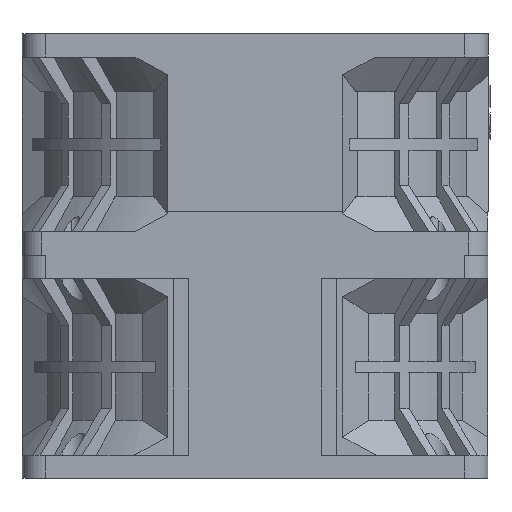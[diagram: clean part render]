
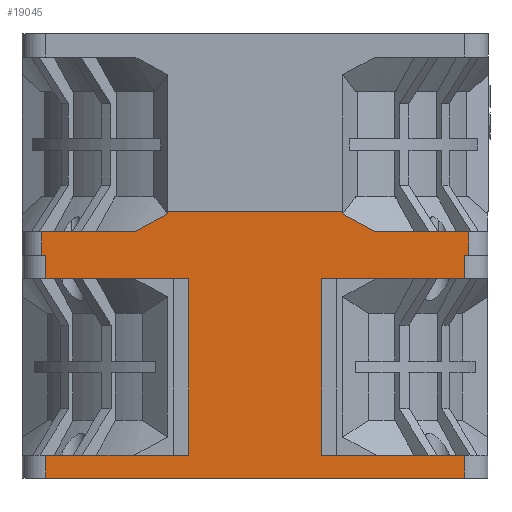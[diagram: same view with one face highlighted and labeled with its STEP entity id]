
A CAD part, left-side view. The second image highlights one B-rep face of the part: STEP entity #19045.
In plain terms, the highlighted planar face has unit normal (-1, 0, 0).
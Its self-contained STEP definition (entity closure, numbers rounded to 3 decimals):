
#61=DIRECTION('',(0.,-1.,0.));
#62=VECTOR('',#61,30.066);
#63=CARTESIAN_POINT('',(-39.95,15.033,2.73));
#64=LINE('',#63,#62);
#754=DIRECTION('',(0.,1.,0.));
#755=VECTOR('',#754,0.68);
#756=CARTESIAN_POINT('',(-39.95,35.95,-4.75));
#757=LINE('',#756,#755);
#767=DIRECTION('',(0.,0.,-1.));
#768=VECTOR('',#767,4.);
#769=CARTESIAN_POINT('',(-39.95,36.63,-0.75));
#770=LINE('',#769,#768);
#849=DIRECTION('',(0.,1.,0.));
#850=VECTOR('',#849,15.918);
#851=CARTESIAN_POINT('',(-39.95,20.712,-0.75));
#852=LINE('',#851,#850);
#4292=DIRECTION('',(0.,0.,-1.));
#4293=VECTOR('',#4292,3.932);
#4294=CARTESIAN_POINT('',(-39.95,35.95,-39.098));
#4295=LINE('',#4294,#4293);
#4300=DIRECTION('',(0.,1.,0.));
#4301=VECTOR('',#4300,24.519);
#4302=CARTESIAN_POINT('',(-39.95,-35.95,-8.732));
#4303=LINE('',#4302,#4301);
#4304=DIRECTION('',(0.,-1.,0.));
#4305=VECTOR('',#4304,24.519);
#4306=CARTESIAN_POINT('',(-39.95,-11.431,-39.098));
#4307=LINE('',#4306,#4305);
#4308=DIRECTION('',(0.,1.,0.));
#4309=VECTOR('',#4308,71.9);
#4310=CARTESIAN_POINT('',(-39.95,-35.95,-43.03));
#4311=LINE('',#4310,#4309);
#4312=DIRECTION('',(0.,-1.,0.));
#4313=VECTOR('',#4312,24.519);
#4314=CARTESIAN_POINT('',(-39.95,35.95,-39.098));
#4315=LINE('',#4314,#4313);
#4316=DIRECTION('',(0.,1.,0.));
#4317=VECTOR('',#4316,24.519);
#4318=CARTESIAN_POINT('',(-39.95,11.431,-8.732));
#4319=LINE('',#4318,#4317);
#4320=DIRECTION('',(0.,-1.,0.));
#4321=VECTOR('',#4320,0.68);
#4322=CARTESIAN_POINT('',(-39.95,-35.95,-4.75));
#4323=LINE('',#4322,#4321);
#4338=DIRECTION('',(0.,0.,-1.));
#4339=VECTOR('',#4338,4.);
#4340=CARTESIAN_POINT('',(-39.95,-36.63,-0.75));
#4341=LINE('',#4340,#4339);
#4356=DIRECTION('',(0.,-1.,0.));
#4357=VECTOR('',#4356,15.918);
#4358=CARTESIAN_POINT('',(-39.95,-20.712,-0.75));
#4359=LINE('',#4358,#4357);
#4489=CARTESIAN_POINT('',(-39.95,-20.712,-0.75));
#4490=CARTESIAN_POINT('',(-39.95,-20.051,-0.344));
#4491=CARTESIAN_POINT('',(-39.95,-18.747,0.425));
#4492=CARTESIAN_POINT('',(-39.95,-16.859,1.45));
#4493=CARTESIAN_POINT('',(-39.95,-15.635,2.054));
#4494=CARTESIAN_POINT('',(-39.95,-15.033,2.337));
#4530=DIRECTION('',(0.,0.,1.));
#4531=VECTOR('',#4530,0.393);
#4532=CARTESIAN_POINT('',(-39.95,-15.033,2.337));
#4533=LINE('',#4532,#4531);
#4564=DIRECTION('',(0.,0.,1.));
#4565=VECTOR('',#4564,0.393);
#4566=CARTESIAN_POINT('',(-39.95,15.033,2.337));
#4567=LINE('',#4566,#4565);
#4575=CARTESIAN_POINT('',(-39.95,15.033,2.337));
#4576=CARTESIAN_POINT('',(-39.95,15.636,2.054));
#4577=CARTESIAN_POINT('',(-39.95,16.862,1.448));
#4578=CARTESIAN_POINT('',(-39.95,18.749,0.424));
#4579=CARTESIAN_POINT('',(-39.95,20.051,-0.344));
#4580=CARTESIAN_POINT('',(-39.95,20.712,-0.75));
#9221=DIRECTION('',(0.,0.,1.));
#9222=VECTOR('',#9221,3.982);
#9223=CARTESIAN_POINT('',(-39.95,-35.95,-8.732));
#9224=LINE('',#9223,#9222);
#9225=DIRECTION('',(0.,0.,1.));
#9226=VECTOR('',#9225,30.366);
#9227=CARTESIAN_POINT('',(-39.95,11.431,-39.098));
#9228=LINE('',#9227,#9226);
#9233=DIRECTION('',(0.,0.,1.));
#9234=VECTOR('',#9233,30.366);
#9235=CARTESIAN_POINT('',(-39.95,-11.431,-39.098));
#9236=LINE('',#9235,#9234);
#11353=DIRECTION('',(0.,0.,1.));
#11354=VECTOR('',#11353,3.932);
#11355=CARTESIAN_POINT('',(-39.95,-35.95,-43.03));
#11356=LINE('',#11355,#11354);
#11357=DIRECTION('',(0.,0.,-1.));
#11358=VECTOR('',#11357,3.982);
#11359=CARTESIAN_POINT('',(-39.95,35.95,-4.75));
#11360=LINE('',#11359,#11358);
#12170=CARTESIAN_POINT('',(-39.95,35.95,-8.732));
#12172=VERTEX_POINT('',#12170);
#12173=CARTESIAN_POINT('',(-39.95,-35.95,-8.732));
#12175=VERTEX_POINT('',#12173);
#13492=CARTESIAN_POINT('',(-39.95,35.95,-39.098));
#13494=VERTEX_POINT('',#13492);
#13527=CARTESIAN_POINT('',(-39.95,-35.95,-39.098));
#13529=VERTEX_POINT('',#13527);
#13688=CARTESIAN_POINT('',(-39.95,-35.95,-43.03));
#13689=VERTEX_POINT('',#13688);
#13723=CARTESIAN_POINT('',(-39.95,35.95,-43.03));
#13725=VERTEX_POINT('',#13723);
#14519=CARTESIAN_POINT('',(-39.95,-35.95,-4.75));
#14520=CARTESIAN_POINT('',(-39.95,-36.63,-4.75));
#14521=VERTEX_POINT('',#14519);
#14522=VERTEX_POINT('',#14520);
#14531=CARTESIAN_POINT('',(-39.95,35.95,-4.75));
#14532=CARTESIAN_POINT('',(-39.95,36.63,-4.75));
#14533=VERTEX_POINT('',#14531);
#14534=VERTEX_POINT('',#14532);
#14584=CARTESIAN_POINT('',(-39.95,-15.033,2.73));
#14586=VERTEX_POINT('',#14584);
#14588=CARTESIAN_POINT('',(-39.95,-15.033,2.337));
#14589=VERTEX_POINT('',#14588);
#14590=CARTESIAN_POINT('',(-39.95,-20.712,-0.75));
#14591=CARTESIAN_POINT('',(-39.95,-36.63,-0.75));
#14592=VERTEX_POINT('',#14590);
#14593=VERTEX_POINT('',#14591);
#14602=CARTESIAN_POINT('',(-39.95,36.63,-0.75));
#14603=VERTEX_POINT('',#14602);
#14606=CARTESIAN_POINT('',(-39.95,20.712,-0.75));
#14607=VERTEX_POINT('',#14606);
#14632=CARTESIAN_POINT('',(-39.95,15.033,2.73));
#14633=VERTEX_POINT('',#14632);
#14634=CARTESIAN_POINT('',(-39.95,15.033,2.337));
#14635=VERTEX_POINT('',#14634);
#14664=CARTESIAN_POINT('',(-39.95,11.431,-39.098));
#14665=CARTESIAN_POINT('',(-39.95,11.431,-8.732));
#14666=VERTEX_POINT('',#14664);
#14667=VERTEX_POINT('',#14665);
#14668=CARTESIAN_POINT('',(-39.95,-11.431,-39.098));
#14669=CARTESIAN_POINT('',(-39.95,-11.431,-8.732));
#14670=VERTEX_POINT('',#14668);
#14671=VERTEX_POINT('',#14669);
#19004=CARTESIAN_POINT('',(-39.95,24.975,-6.741));
#19005=DIRECTION('',(1.,0.,0.));
#19006=DIRECTION('',(0.,-1.,0.));
#19007=AXIS2_PLACEMENT_3D('',#19004,#19005,#19006);
#19008=PLANE('',#19007);
#19010=ORIENTED_EDGE('',*,*,#19009,.F.);
#19012=ORIENTED_EDGE('',*,*,#19011,.F.);
#19013=ORIENTED_EDGE('',*,*,#15025,.T.);
#19015=ORIENTED_EDGE('',*,*,#19014,.F.);
#19016=ORIENTED_EDGE('',*,*,#16163,.T.);
#19018=ORIENTED_EDGE('',*,*,#19017,.F.);
#19019=ORIENTED_EDGE('',*,*,#16338,.T.);
#19020=ORIENTED_EDGE('',*,*,#18997,.F.);
#19021=ORIENTED_EDGE('',*,*,#16080,.T.);
#19023=ORIENTED_EDGE('',*,*,#19022,.T.);
#19024=ORIENTED_EDGE('',*,*,#14905,.T.);
#19026=ORIENTED_EDGE('',*,*,#19025,.F.);
#19027=ORIENTED_EDGE('',*,*,#15357,.T.);
#19028=ORIENTED_EDGE('',*,*,#15372,.F.);
#19029=ORIENTED_EDGE('',*,*,#15412,.F.);
#19031=ORIENTED_EDGE('',*,*,#19030,.F.);
#19033=ORIENTED_EDGE('',*,*,#19032,.T.);
#19034=ORIENTED_EDGE('',*,*,#14783,.T.);
#19036=ORIENTED_EDGE('',*,*,#19035,.F.);
#19038=ORIENTED_EDGE('',*,*,#19037,.F.);
#19040=ORIENTED_EDGE('',*,*,#19039,.T.);
#19042=ORIENTED_EDGE('',*,*,#19041,.T.);
#19043=EDGE_LOOP('',(#19010,#19012,#19013,#19015,#19016,#19018,#19019,#19020,
#19021,#19023,#19024,#19026,#19027,#19028,#19029,#19031,#19033,#19034,#19036,
#19038,#19040,#19042));
#19044=FACE_OUTER_BOUND('',#19043,.F.);
#19045=ADVANCED_FACE('',(#19044),#19008,.F.);
#4495=B_SPLINE_CURVE_WITH_KNOTS('',3,(#4489,#4490,#4491,#4492,#4493,#4494),
.UNSPECIFIED.,.F.,.F.,(4,1,1,4),(0.,0.333,0.667,1.),
.UNSPECIFIED.);
#4581=B_SPLINE_CURVE_WITH_KNOTS('',3,(#4575,#4576,#4577,#4578,#4579,#4580),
.UNSPECIFIED.,.F.,.F.,(4,1,1,4),(0.,0.333,0.667,1.),
.UNSPECIFIED.);
#14783=EDGE_CURVE('',#14633,#14586,#64,.T.);
#14905=EDGE_CURVE('',#14667,#12172,#4319,.T.);
#15025=EDGE_CURVE('',#12175,#14671,#4303,.T.);
#15357=EDGE_CURVE('',#14533,#14534,#757,.T.);
#15372=EDGE_CURVE('',#14603,#14534,#770,.T.);
#15412=EDGE_CURVE('',#14607,#14603,#852,.T.);
#16080=EDGE_CURVE('',#13494,#14666,#4315,.T.);
#16163=EDGE_CURVE('',#14670,#13529,#4307,.T.);
#16338=EDGE_CURVE('',#13689,#13725,#4311,.T.);
#18997=EDGE_CURVE('',#13494,#13725,#4295,.T.);
#19009=EDGE_CURVE('',#14521,#14522,#4323,.T.);
#19011=EDGE_CURVE('',#12175,#14521,#9224,.T.);
#19014=EDGE_CURVE('',#14670,#14671,#9236,.T.);
#19017=EDGE_CURVE('',#13689,#13529,#11356,.T.);
#19022=EDGE_CURVE('',#14666,#14667,#9228,.T.);
#19025=EDGE_CURVE('',#14533,#12172,#11360,.T.);
#19030=EDGE_CURVE('',#14635,#14607,#4581,.T.);
#19032=EDGE_CURVE('',#14635,#14633,#4567,.T.);
#19035=EDGE_CURVE('',#14589,#14586,#4533,.T.);
#19037=EDGE_CURVE('',#14592,#14589,#4495,.T.);
#19039=EDGE_CURVE('',#14592,#14593,#4359,.T.);
#19041=EDGE_CURVE('',#14593,#14522,#4341,.T.);
